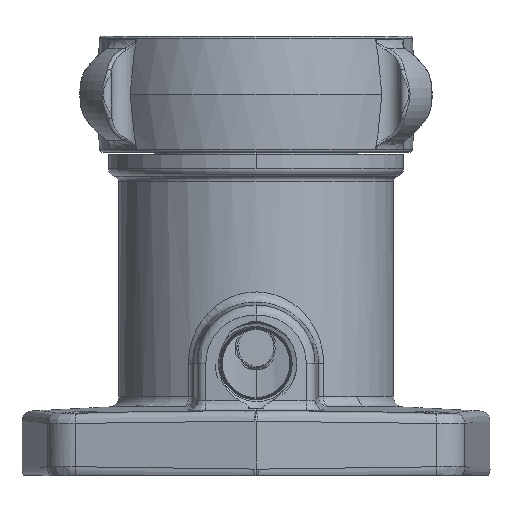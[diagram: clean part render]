
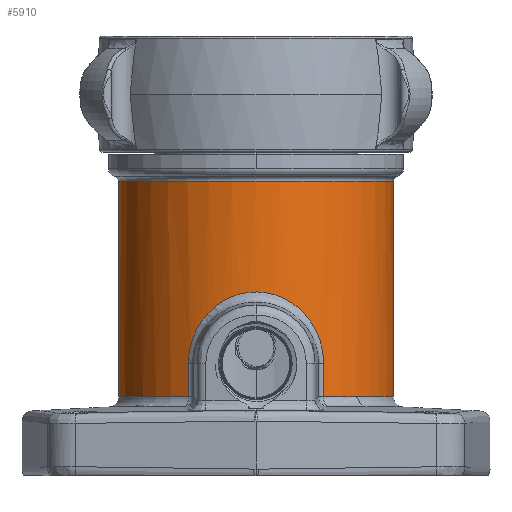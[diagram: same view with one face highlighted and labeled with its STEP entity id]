
A CAD part, front view. The second image highlights one B-rep face of the part: STEP entity #5910.
In plain terms, the highlighted cylindrical face has radius 42.862 mm (diameter 85.725 mm), a partial arc.
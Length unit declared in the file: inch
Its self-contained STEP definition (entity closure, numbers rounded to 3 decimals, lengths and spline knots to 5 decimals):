
#764=CARTESIAN_POINT('',(0.,0.,0.96802));
#765=DIRECTION('',(0.,0.,1.));
#766=DIRECTION('',(-1.,0.,0.));
#767=AXIS2_PLACEMENT_3D('',#764,#765,#766);
#769=DIRECTION('',(0.,0.,-1.));
#770=VECTOR('',#769,2.64855);
#771=CARTESIAN_POINT('',(-1.6875,0.,3.61656));
#772=LINE('',#771,#770);
#773=CARTESIAN_POINT('',(0.,0.,3.61656));
#774=DIRECTION('',(0.,0.,1.));
#775=DIRECTION('',(-1.,0.,0.));
#776=AXIS2_PLACEMENT_3D('',#773,#774,#775);
#778=DIRECTION('',(0.,0.,-1.));
#779=VECTOR('',#778,2.64855);
#780=CARTESIAN_POINT('',(1.6875,0.,3.61656));
#781=LINE('',#780,#779);
#782=CARTESIAN_POINT('',(0.,0.,0.96802));
#783=DIRECTION('',(0.,0.,1.));
#784=DIRECTION('',(0.492,-0.87,0.));
#785=AXIS2_PLACEMENT_3D('',#782,#783,#784);
#787=DIRECTION('',(0.,0.,1.));
#788=VECTOR('',#787,0.40798);
#789=CARTESIAN_POINT('',(0.83072,-1.46886,
0.96802));
#790=LINE('',#789,#788);
#791=CARTESIAN_POINT('',(0.83072,-1.46886,1.376));
#792=CARTESIAN_POINT('',(0.83071,-1.46887,1.42629));
#793=CARTESIAN_POINT('',(0.82267,-1.47346,1.5273));
#794=CARTESIAN_POINT('',(0.78414,-1.49463,1.68126));
#795=CARTESIAN_POINT('',(0.71532,-1.52933,1.83413));
#796=CARTESIAN_POINT('',(0.61581,-1.57267,1.97489));
#797=CARTESIAN_POINT('',(0.49334,-1.6157,2.09052));
#798=CARTESIAN_POINT('',(0.35753,-1.65125,2.17568));
#799=CARTESIAN_POINT('',(0.21609,-1.67568,2.23039));
#800=CARTESIAN_POINT('',(0.07219,-1.68801,2.25706));
#801=CARTESIAN_POINT('',(-0.07203,-1.68802,
2.25708));
#802=CARTESIAN_POINT('',(-0.21594,-1.6757,
2.23044));
#803=CARTESIAN_POINT('',(-0.35747,-1.65126,
2.17572));
#804=CARTESIAN_POINT('',(-0.49329,-1.61572,
2.09056));
#805=CARTESIAN_POINT('',(-0.61579,-1.57268,
1.97492));
#806=CARTESIAN_POINT('',(-0.71529,-1.52935,
1.83418));
#807=CARTESIAN_POINT('',(-0.78409,-1.49466,
1.6814));
#808=CARTESIAN_POINT('',(-0.82264,-1.47348,
1.52748));
#809=CARTESIAN_POINT('',(-0.83071,-1.46887,
1.42637));
#810=CARTESIAN_POINT('',(-0.83072,-1.46886,
1.376));
#812=DIRECTION('',(0.,0.,-1.));
#813=VECTOR('',#812,0.40798);
#814=CARTESIAN_POINT('',(-0.83072,-1.46886,
1.376));
#815=LINE('',#814,#813);
#4513=CARTESIAN_POINT('',(1.6875,0.,3.61656));
#4514=CARTESIAN_POINT('',(-1.6875,0.,3.61656));
#4515=VERTEX_POINT('',#4513);
#4516=VERTEX_POINT('',#4514);
#4525=VERTEX_POINT('',#791);
#4526=VERTEX_POINT('',#810);
#4548=CARTESIAN_POINT('',(-1.6875,0.,0.96802));
#4550=VERTEX_POINT('',#4548);
#4551=CARTESIAN_POINT('',(-0.83072,-1.46886,
0.96802));
#4552=VERTEX_POINT('',#4551);
#4562=CARTESIAN_POINT('',(0.83072,-1.46886,
0.96802));
#4563=VERTEX_POINT('',#4562);
#4564=CARTESIAN_POINT('',(1.6875,0.,0.96802));
#4565=VERTEX_POINT('',#4564);
#5888=CARTESIAN_POINT('',(0.,0.,5.34726));
#5889=DIRECTION('',(0.,0.,-1.));
#5890=DIRECTION('',(-1.,0.,0.));
#5891=AXIS2_PLACEMENT_3D('',#5888,#5889,#5890);
#5892=CYLINDRICAL_SURFACE('',#5891,1.6875);
#5894=ORIENTED_EDGE('',*,*,#5893,.F.);
#5896=ORIENTED_EDGE('',*,*,#5895,.F.);
#5898=ORIENTED_EDGE('',*,*,#5897,.T.);
#5900=ORIENTED_EDGE('',*,*,#5899,.T.);
#5901=ORIENTED_EDGE('',*,*,#5875,.F.);
#5903=ORIENTED_EDGE('',*,*,#5902,.T.);
#5905=ORIENTED_EDGE('',*,*,#5904,.T.);
#5907=ORIENTED_EDGE('',*,*,#5906,.T.);
#5908=EDGE_LOOP('',(#5894,#5896,#5898,#5900,#5901,#5903,#5905,#5907));
#5909=FACE_OUTER_BOUND('',#5908,.F.);
#5910=ADVANCED_FACE('',(#5909),#5892,.T.);
#768=CIRCLE('',#767,1.6875);
#777=CIRCLE('',#776,1.6875);
#786=CIRCLE('',#785,1.6875);
#811=B_SPLINE_CURVE_WITH_KNOTS('',3,(#791,#792,#793,#794,#795,#796,#797,#798,
#799,#800,#801,#802,#803,#804,#805,#806,#807,#808,#809,#810),.UNSPECIFIED.,.F.,
.F.,(4,1,1,1,1,1,1,1,1,1,1,1,1,1,1,1,1,4),(0.,0.05882,
0.11765,0.17647,0.23529,0.29412,
0.35294,0.41176,0.47059,0.52941,
0.58824,0.64706,0.70588,0.76471,
0.82353,0.88235,0.94118,1.),.UNSPECIFIED.);
#5875=EDGE_CURVE('',#4563,#4565,#786,.T.);
#5893=EDGE_CURVE('',#4550,#4552,#768,.T.);
#5895=EDGE_CURVE('',#4516,#4550,#772,.T.);
#5897=EDGE_CURVE('',#4516,#4515,#777,.T.);
#5899=EDGE_CURVE('',#4515,#4565,#781,.T.);
#5902=EDGE_CURVE('',#4563,#4525,#790,.T.);
#5904=EDGE_CURVE('',#4525,#4526,#811,.T.);
#5906=EDGE_CURVE('',#4526,#4552,#815,.T.);
